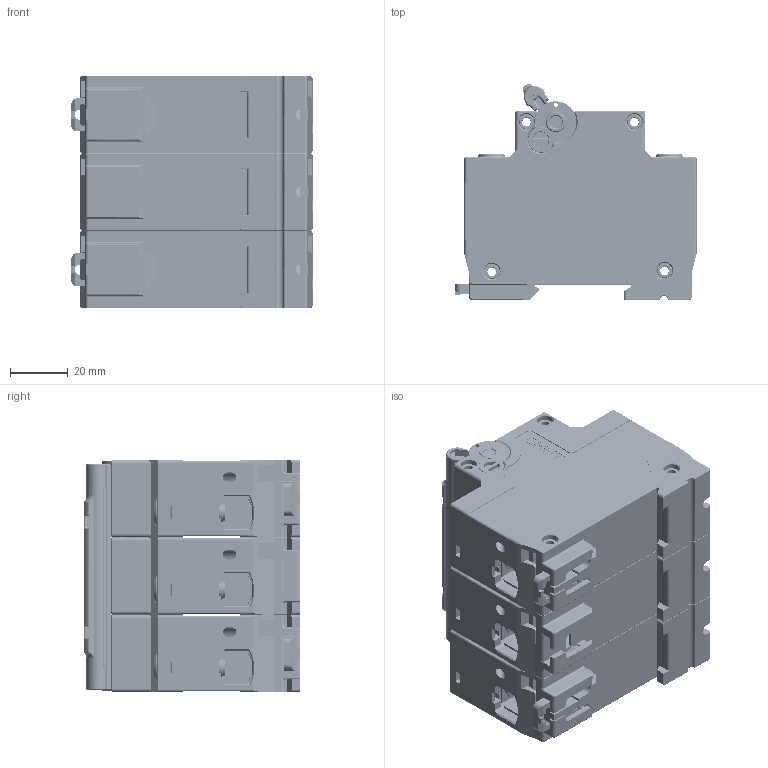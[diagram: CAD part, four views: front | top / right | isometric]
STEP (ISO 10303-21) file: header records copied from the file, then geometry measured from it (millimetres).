
FILE_DESCRIPTION((''),'2;1');
FILE_NAME('NXB-125_3P2020100001_ASM_ASM','2023-07-12T17:49:04',('liqj'),(''),'CREO PARAMETRIC BY PTC INC, 2020044','CREO PARAMETRIC BY PTC INC, 2020044','');
FILE_SCHEMA(('CONFIG_CONTROL_DESIGN','SHAPE_APPEARANCE_LAYERS_GROUPS'));
Products named in the file (1): NXB-125_3P2020100001_ASM_ASM
Bounding box: 83.55 x 74.96 x 80.4 mm (x, y, z)
Surface area: 136211.9 mm2 (no closed solid volume)
Topology: 0 solids, 41 shells, 6255 faces, 17083 edges, 10795 vertices
Faces by surface type: plane 3215, cylinder 1777, bspline 418, torus 393, cone 236, sphere 204, extrusion 12
Entity records: 250718 total; most frequent: CARTESIAN_POINT 61361, ORIENTED_EDGE 33761, DIRECTION 30505, EDGE_CURVE 16923, VERTEX_POINT 10795, VECTOR 10363, LINE 10351, AXIS2_PLACEMENT_3D 10071
